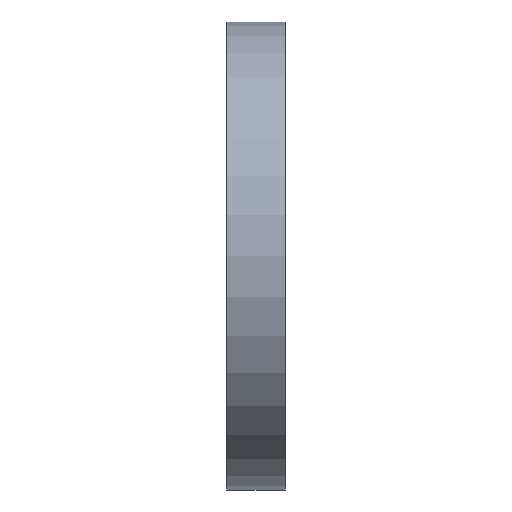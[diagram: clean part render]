
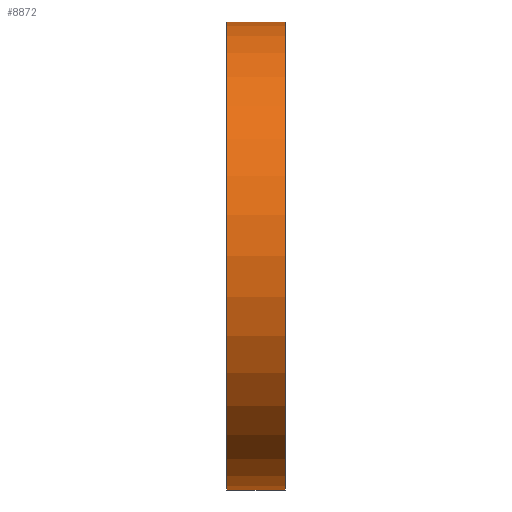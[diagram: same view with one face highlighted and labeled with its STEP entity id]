
A CAD part, left-side view. The second image highlights one B-rep face of the part: STEP entity #8872.
In plain terms, the highlighted cylindrical face has radius 25.4 mm (diameter 50.8 mm), a partial arc.
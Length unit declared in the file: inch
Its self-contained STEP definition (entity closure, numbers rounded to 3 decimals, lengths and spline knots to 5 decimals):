
#22 = CARTESIAN_POINT ( 'NONE',  ( 0., 0.25, -1. ) ) ;
#116 = CARTESIAN_POINT ( 'NONE',  ( 0., 0.25, 0. ) ) ;
#348 = ORIENTED_EDGE ( 'NONE', *, *, #4509, .T. ) ;
#899 = VERTEX_POINT ( 'NONE', #1086 ) ;
#1086 = CARTESIAN_POINT ( 'NONE',  ( 0., 0.25, 1. ) ) ;
#1248 = CARTESIAN_POINT ( 'NONE',  ( 0., 0.25, 1. ) ) ;
#1428 = AXIS2_PLACEMENT_3D ( 'NONE', #116, #8308, #6212 ) ;
#1847 = ORIENTED_EDGE ( 'NONE', *, *, #6301, .F. ) ;
#2264 = DIRECTION ( 'NONE',  ( 0., -1., 0. ) ) ;
#2325 = VERTEX_POINT ( 'NONE', #9595 ) ;
#2770 = CIRCLE ( 'NONE', #6543, 1. ) ;
#3329 = LINE ( 'NONE', #1248, #11165 ) ;
#4167 = ORIENTED_EDGE ( 'NONE', *, *, #12095, .T. ) ;
#4256 = CARTESIAN_POINT ( 'NONE',  ( 0., 0.25, 0. ) ) ;
#4509 = EDGE_CURVE ( 'NONE', #2325, #12436, #7869, .T. ) ;
#5300 = DIRECTION ( 'NONE',  ( 0., 0., 1. ) ) ;
#5502 = CYLINDRICAL_SURFACE ( 'NONE', #1428, 1. ) ;
#5803 = FACE_OUTER_BOUND ( 'NONE', #10592, .T. ) ;
#6052 = CARTESIAN_POINT ( 'NONE',  ( 0., 0., 0. ) ) ;
#6212 = DIRECTION ( 'NONE',  ( 0., 0., -1. ) ) ;
#6301 = EDGE_CURVE ( 'NONE', #899, #11311, #3329, .T. ) ;
#6503 = CARTESIAN_POINT ( 'NONE',  ( 0., 0., -1. ) ) ;
#6543 = AXIS2_PLACEMENT_3D ( 'NONE', #6052, #13232, #7075 ) ;
#7075 = DIRECTION ( 'NONE',  ( 0., 0., 1. ) ) ;
#7302 = EDGE_CURVE ( 'NONE', #2325, #899, #13254, .T. ) ;
#7869 = LINE ( 'NONE', #22, #12682 ) ;
#8201 = DIRECTION ( 'NONE',  ( 0., -1., 0. ) ) ;
#8308 = DIRECTION ( 'NONE',  ( 0., -1., 0. ) ) ;
#8872 = ADVANCED_FACE ( 'NONE', ( #5803 ), #5502, .T. ) ;
#9595 = CARTESIAN_POINT ( 'NONE',  ( 0., 0.25, -1. ) ) ;
#9884 = ORIENTED_EDGE ( 'NONE', *, *, #7302, .F. ) ;
#10084 = AXIS2_PLACEMENT_3D ( 'NONE', #4256, #11443, #5300 ) ;
#10592 = EDGE_LOOP ( 'NONE', ( #4167, #1847, #9884, #348 ) ) ;
#11165 = VECTOR ( 'NONE', #2264, 39.37008 ) ;
#11311 = VERTEX_POINT ( 'NONE', #11807 ) ;
#11443 = DIRECTION ( 'NONE',  ( 0., 1., 0. ) ) ;
#11807 = CARTESIAN_POINT ( 'NONE',  ( 0., 0., 1. ) ) ;
#12095 = EDGE_CURVE ( 'NONE', #12436, #11311, #2770, .T. ) ;
#12436 = VERTEX_POINT ( 'NONE', #6503 ) ;
#12682 = VECTOR ( 'NONE', #8201, 39.37008 ) ;
#13232 = DIRECTION ( 'NONE',  ( 0., 1., 0. ) ) ;
#13254 = CIRCLE ( 'NONE', #10084, 1. ) ;
